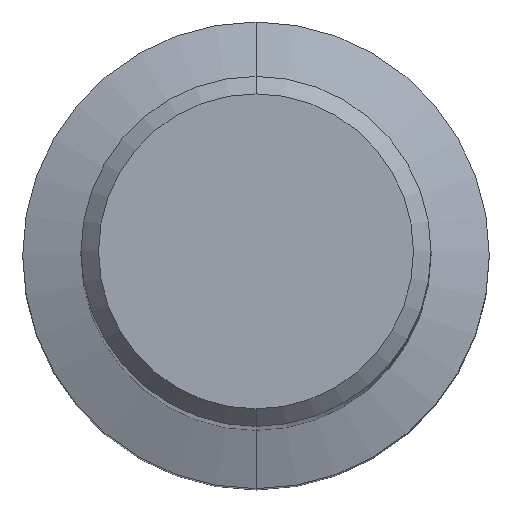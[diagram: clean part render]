
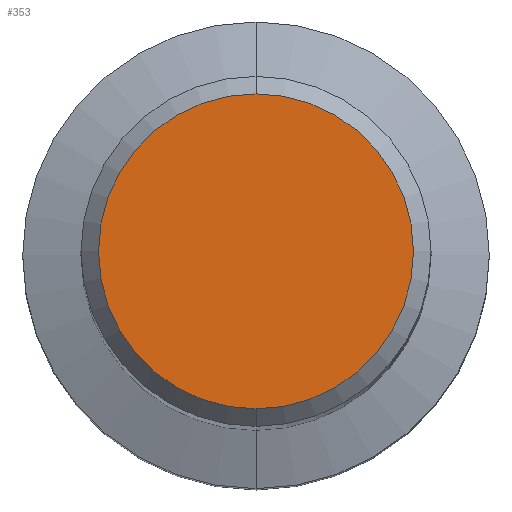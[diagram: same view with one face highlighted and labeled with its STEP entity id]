
A CAD part, top view. The second image highlights one B-rep face of the part: STEP entity #353.
In plain terms, the highlighted planar face has unit normal (0, 0, 1).
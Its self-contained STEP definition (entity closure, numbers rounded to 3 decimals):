
#303=VERTEX_POINT('',#665);
#353=ADVANCED_FACE('',(#721),#722,.T.);
#409=EDGE_CURVE('',#303,#485,#789,.T.);
#469=EDGE_CURVE('',#485,#303,#858,.T.);
#485=VERTEX_POINT('',#874);
#665=CARTESIAN_POINT('',(0.,-5.4,0.0));
#721=FACE_OUTER_BOUND('',#1324,.T.);
#722=PLANE('',#1325);
#789=CIRCLE('',#1436,5.4);
#858=CIRCLE('',#1577,5.4);
#874=CARTESIAN_POINT('',(0.0,5.4,0.0));
#1324=EDGE_LOOP('',(#1858,#1859));
#1325=AXIS2_PLACEMENT_3D('',#1860,#1861,#1862);
#1436=AXIS2_PLACEMENT_3D('',#1970,#1971,#1972);
#1577=AXIS2_PLACEMENT_3D('',#2068,#2069,#2070);
#1858=ORIENTED_EDGE('',*,*,#469,.F.);
#1859=ORIENTED_EDGE('',*,*,#409,.F.);
#1860=CARTESIAN_POINT('',(0.0,2.7,0.0));
#1861=DIRECTION('',(-0.0,0.0,1.0));
#1862=DIRECTION('',(0.0,-1.0,0.0));
#1970=CARTESIAN_POINT('',(0.0,0.0,0.0));
#1971=DIRECTION('',(0.0,0.0,-1.0));
#1972=DIRECTION('',(0.0,1.0,0.0));
#2068=CARTESIAN_POINT('',(0.0,0.0,0.0));
#2069=DIRECTION('',(0.0,0.0,-1.0));
#2070=DIRECTION('',(0.0,1.0,0.0));
